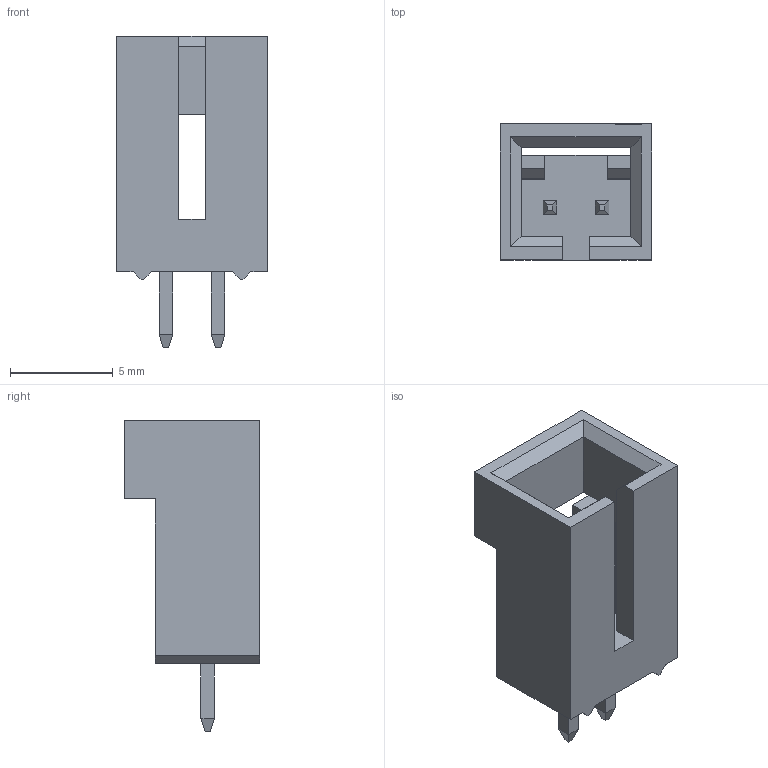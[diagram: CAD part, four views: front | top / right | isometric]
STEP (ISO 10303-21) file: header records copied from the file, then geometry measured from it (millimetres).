
FILE_DESCRIPTION((''),'2;1');
FILE_NAME('705430001','2013-11-13T',('me'),(''),'PRO/ENGINEER BY PARAMETRIC TECHNOLOGY CORPORATION, 2011490','PRO/ENGINEER BY PARAMETRIC TECHNOLOGY CORPORATION, 2011490','');
FILE_SCHEMA(('CONFIG_CONTROL_DESIGN'));
Length unit declared in the file: inch
Products named in the file (1): 705430001
Bounding box: 7.37 x 6.6 x 15.11 mm (x, y, z)
Volume: 283.5 mm3; surface area: 570.4 mm2
Topology: 1 solids, 1 shells, 76 faces, 198 edges, 126 vertices
Faces by surface type: plane 76
Entity records: 2305 total; most frequent: CARTESIAN_POINT 397, ORIENTED_EDGE 388, DIRECTION 356, VECTOR 194, LINE 194, EDGE_CURVE 194, VERTEX_POINT 122, AXIS2_PLACEMENT_3D 81
